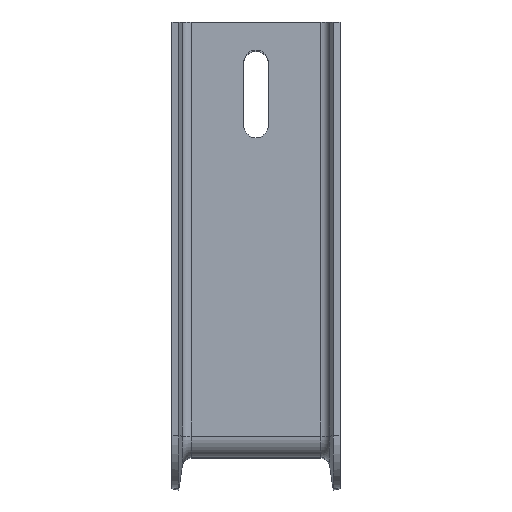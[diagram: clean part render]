
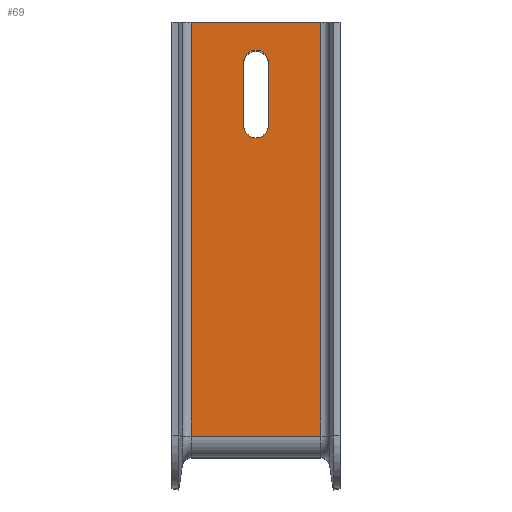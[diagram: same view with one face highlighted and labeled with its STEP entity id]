
A CAD part, top view. The second image highlights one B-rep face of the part: STEP entity #69.
In plain terms, the highlighted planar face has unit normal (0, 0, 1).
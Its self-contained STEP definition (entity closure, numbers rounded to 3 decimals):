
#7 = EDGE_CURVE ( 'NONE', #1704, #1710, #1591, .T. ) ;
#9 = EDGE_CURVE ( 'NONE', #1705, #1706, #1584, .T. ) ;
#10 = EDGE_CURVE ( 'NONE', #1707, #1705, #1586, .T. ) ;
#11 = EDGE_CURVE ( 'NONE', #1708, #1707, #1583, .T. ) ;
#12 = EDGE_CURVE ( 'NONE', #1706, #1708, #1581, .T. ) ;
#13 = EDGE_CURVE ( 'NONE', #1713, #1704, #1580, .T. ) ;
#20 = AXIS2_PLACEMENT_3D ( 'NONE', #1223, #1222, #1221 ) ;
#21 = AXIS2_PLACEMENT_3D ( 'NONE', #1228, #1227, #1226 ) ;
#69 = ADVANCED_FACE ( 'NONE', ( #1507, #1497 ), #761, .F. ) ;
#273 = CARTESIAN_POINT ( 'NONE',  ( 18.5, 124., 112.5 ) ) ;
#278 = CARTESIAN_POINT ( 'NONE',  ( 18.5, 6., 112.5 ) ) ;
#284 = CARTESIAN_POINT ( 'NONE',  ( -18.5, 124., 112.5 ) ) ;
#288 = CARTESIAN_POINT ( 'NONE',  ( 3.5, 94.5, 112.5 ) ) ;
#289 = CARTESIAN_POINT ( 'NONE',  ( 3.5, 112.5, 112.5 ) ) ;
#290 = CARTESIAN_POINT ( 'NONE',  ( -3.5, 94.5, 112.5 ) ) ;
#293 = CARTESIAN_POINT ( 'NONE',  ( -3.5, 112.5, 112.5 ) ) ;
#294 = CARTESIAN_POINT ( 'NONE',  ( -18.5, 6., 112.5 ) ) ;
#387 = EDGE_CURVE ( 'NONE', #1713, #1717, #1407, .T. ) ;
#388 = EDGE_CURVE ( 'NONE', #1717, #1710, #1409, .T. ) ;
#532 = CARTESIAN_POINT ( 'NONE',  ( 18.5, 6., 112.5 ) ) ;
#555 = CARTESIAN_POINT ( 'NONE',  ( -18.5, 124., 112.5 ) ) ;
#576 = DIRECTION ( 'NONE',  ( -1., 0., 0. ) ) ;
#587 = DIRECTION ( 'NONE',  ( 0., 1., 0. ) ) ;
#753 = DIRECTION ( 'NONE',  ( 0., 1., 0. ) ) ;
#755 = DIRECTION ( 'NONE',  ( 0., 0., -1. ) ) ;
#761 = PLANE ( 'NONE',  #954 ) ;
#764 = CARTESIAN_POINT ( 'NONE',  ( -18.5, 6., 112.5 ) ) ;
#954 = AXIS2_PLACEMENT_3D ( 'NONE', #764, #755, #753 ) ;
#1112 = CARTESIAN_POINT ( 'NONE',  ( -3.5, 112.5, 112.5 ) ) ;
#1119 = CARTESIAN_POINT ( 'NONE',  ( -18.5, 6., 112.5 ) ) ;
#1120 = DIRECTION ( 'NONE',  ( 0., -1., 0. ) ) ;
#1125 = DIRECTION ( 'NONE',  ( 0., 1., 0. ) ) ;
#1221 = DIRECTION ( 'NONE',  ( 1., 0., 0. ) ) ;
#1222 = DIRECTION ( 'NONE',  ( 0., 0., 1. ) ) ;
#1223 = CARTESIAN_POINT ( 'NONE',  ( 0., 94.5, 112.5 ) ) ;
#1224 = CARTESIAN_POINT ( 'NONE',  ( -18.5, 6., 112.5 ) ) ;
#1225 = DIRECTION ( 'NONE',  ( -1., 0., 0. ) ) ;
#1226 = DIRECTION ( 'NONE',  ( 1., 0., 0. ) ) ;
#1227 = DIRECTION ( 'NONE',  ( 0., 0., 1. ) ) ;
#1228 = CARTESIAN_POINT ( 'NONE',  ( 0., 112.5, 112.5 ) ) ;
#1229 = CARTESIAN_POINT ( 'NONE',  ( 3.5, 112.5, 112.5 ) ) ;
#1230 = DIRECTION ( 'NONE',  ( 0., 1., 0. ) ) ;
#1402 = VECTOR ( 'NONE', #576, 1000. ) ;
#1404 = VECTOR ( 'NONE', #587, 1000. ) ;
#1407 = LINE ( 'NONE', #532, #1404 ) ;
#1409 = LINE ( 'NONE', #555, #1402 ) ;
#1497 = FACE_OUTER_BOUND ( 'NONE', #1621, .T. ) ;
#1507 = FACE_BOUND ( 'NONE', #1618, .T. ) ;
#1576 = VECTOR ( 'NONE', #1225, 1000. ) ;
#1579 = VECTOR ( 'NONE', #1230, 1000. ) ;
#1580 = LINE ( 'NONE', #1224, #1576 ) ;
#1581 = CIRCLE ( 'NONE', #20, 3.5 ) ;
#1582 = VECTOR ( 'NONE', #1120, 1000. ) ;
#1583 = LINE ( 'NONE', #1229, #1579 ) ;
#1584 = LINE ( 'NONE', #1112, #1582 ) ;
#1585 = VECTOR ( 'NONE', #1125, 1000. ) ;
#1586 = CIRCLE ( 'NONE', #21, 3.5 ) ;
#1591 = LINE ( 'NONE', #1119, #1585 ) ;
#1618 = EDGE_LOOP ( 'NONE', ( #1797, #1798, #1799, #1800 ) ) ;
#1621 = EDGE_LOOP ( 'NONE', ( #1801, #1802, #1803, #1804 ) ) ;
#1704 = VERTEX_POINT ( 'NONE', #294 ) ;
#1705 = VERTEX_POINT ( 'NONE', #293 ) ;
#1706 = VERTEX_POINT ( 'NONE', #290 ) ;
#1707 = VERTEX_POINT ( 'NONE', #289 ) ;
#1708 = VERTEX_POINT ( 'NONE', #288 ) ;
#1710 = VERTEX_POINT ( 'NONE', #284 ) ;
#1713 = VERTEX_POINT ( 'NONE', #278 ) ;
#1717 = VERTEX_POINT ( 'NONE', #273 ) ;
#1797 = ORIENTED_EDGE ( 'NONE', *, *, #9, .F. ) ;
#1798 = ORIENTED_EDGE ( 'NONE', *, *, #10, .F. ) ;
#1799 = ORIENTED_EDGE ( 'NONE', *, *, #11, .F. ) ;
#1800 = ORIENTED_EDGE ( 'NONE', *, *, #12, .F. ) ;
#1801 = ORIENTED_EDGE ( 'NONE', *, *, #13, .F. ) ;
#1802 = ORIENTED_EDGE ( 'NONE', *, *, #387, .T. ) ;
#1803 = ORIENTED_EDGE ( 'NONE', *, *, #388, .T. ) ;
#1804 = ORIENTED_EDGE ( 'NONE', *, *, #7, .F. ) ;
